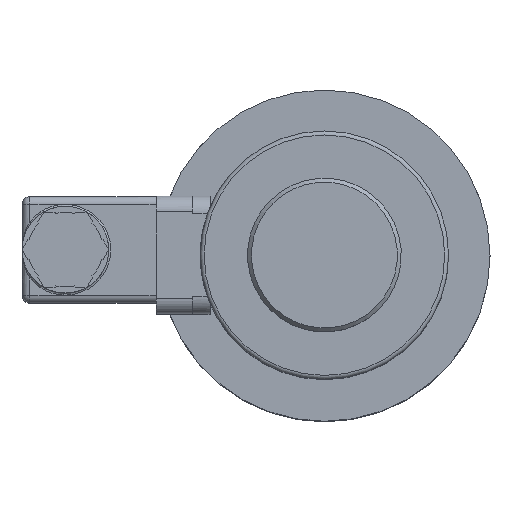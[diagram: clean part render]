
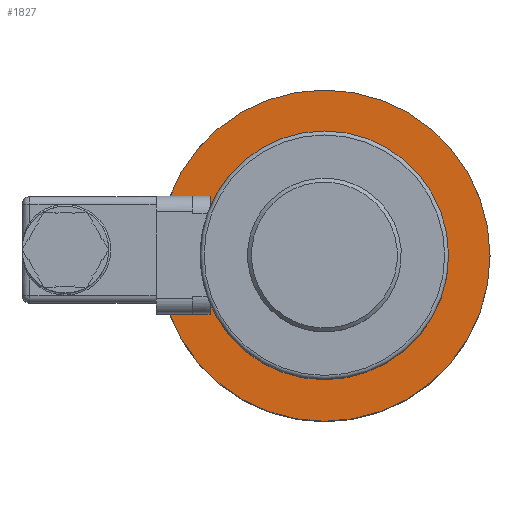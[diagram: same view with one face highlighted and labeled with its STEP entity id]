
A CAD part, top view. The second image highlights one B-rep face of the part: STEP entity #1827.
In plain terms, the highlighted planar face has unit normal (0, 0, 1).
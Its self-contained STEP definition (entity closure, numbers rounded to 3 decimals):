
#399=PLANE('',#2014);
#455=FACE_BOUND('',#689,.T.);
#558=FACE_OUTER_BOUND('',#688,.T.);
#688=EDGE_LOOP('',(#1682));
#689=EDGE_LOOP('',(#1683));
#777=CIRCLE('',#2013,22.5);
#778=CIRCLE('',#2015,42.);
#954=VERTEX_POINT('',#3275);
#955=VERTEX_POINT('',#3278);
#1200=EDGE_CURVE('',#954,#954,#777,.T.);
#1201=EDGE_CURVE('',#955,#955,#778,.T.);
#1682=ORIENTED_EDGE('',*,*,#1201,.T.);
#1683=ORIENTED_EDGE('',*,*,#1200,.T.);
#1827=ADVANCED_FACE('',(#558,#455),#399,.T.);
#2013=AXIS2_PLACEMENT_3D('',#3276,#2535,#2536);
#2014=AXIS2_PLACEMENT_3D('',#3277,#2537,#2538);
#2015=AXIS2_PLACEMENT_3D('',#3279,#2539,#2540);
#2535=DIRECTION('center_axis',(0.,0.,
-1.));
#2536=DIRECTION('ref_axis',(0.,-1.,0.));
#2537=DIRECTION('center_axis',(0.,0.,
1.));
#2538=DIRECTION('ref_axis',(0.,1.,0.));
#2539=DIRECTION('center_axis',(0.,0.,
1.));
#2540=DIRECTION('ref_axis',(1.,0.,0.));
#3275=CARTESIAN_POINT('',(0.,-22.5,93.));
#3276=CARTESIAN_POINT('Origin',(0.,0.,
93.));
#3277=CARTESIAN_POINT('Origin',(31.,0.,93.));
#3278=CARTESIAN_POINT('',(42.,0.,93.));
#3279=CARTESIAN_POINT('Origin',(0.,0.,
93.));
